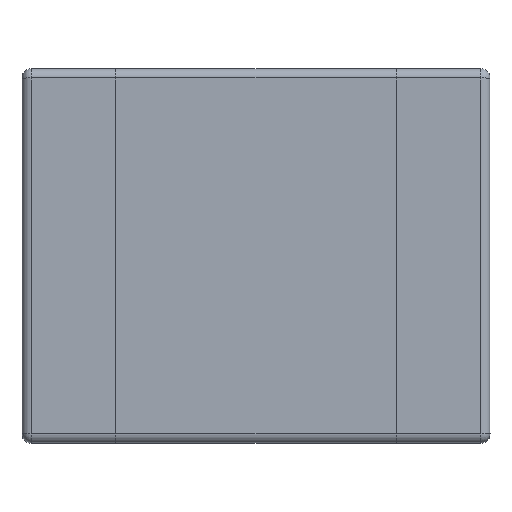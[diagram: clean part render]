
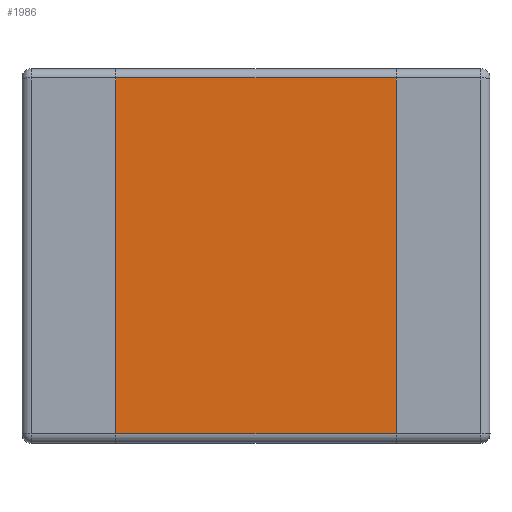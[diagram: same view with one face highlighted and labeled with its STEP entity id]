
A CAD part, top view. The second image highlights one B-rep face of the part: STEP entity #1986.
In plain terms, the highlighted planar face has unit normal (0, 0, 1).
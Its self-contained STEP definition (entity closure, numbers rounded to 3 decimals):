
#95 = DIRECTION ( 'NONE',  ( 0., -1., 0. ) ) ;
#275 = CARTESIAN_POINT ( 'NONE',  ( 0.75, -0.95, 0.999 ) ) ;
#312 = ORIENTED_EDGE ( 'NONE', *, *, #1610, .T. ) ;
#364 = PLANE ( 'NONE',  #1963 ) ;
#368 = EDGE_CURVE ( 'NONE', #2008, #1045, #1201, .T. ) ;
#449 = VERTEX_POINT ( 'NONE', #522 ) ;
#514 = DIRECTION ( 'NONE',  ( 0., 1., 0. ) ) ;
#522 = CARTESIAN_POINT ( 'NONE',  ( 0.75, 0.95, 0.999 ) ) ;
#539 = ORIENTED_EDGE ( 'NONE', *, *, #368, .T. ) ;
#658 = DIRECTION ( 'NONE',  ( 0., 0., 1. ) ) ;
#683 = ORIENTED_EDGE ( 'NONE', *, *, #1288, .T. ) ;
#720 = ORIENTED_EDGE ( 'NONE', *, *, #1237, .T. ) ;
#789 = FACE_OUTER_BOUND ( 'NONE', #1177, .T. ) ;
#847 = CARTESIAN_POINT ( 'NONE',  ( 0.75, 0.999, 0.999 ) ) ;
#882 = CARTESIAN_POINT ( 'NONE',  ( -0.75, 0.95, 0.999 ) ) ;
#1004 = CARTESIAN_POINT ( 'NONE',  ( 0.75, -0.95, 0.999 ) ) ;
#1045 = VERTEX_POINT ( 'NONE', #275 ) ;
#1107 = VECTOR ( 'NONE', #514, 1000. ) ;
#1177 = EDGE_LOOP ( 'NONE', ( #720, #539, #312, #683 ) ) ;
#1201 = LINE ( 'NONE', #1004, #1524 ) ;
#1207 = LINE ( 'NONE', #882, #1248 ) ;
#1237 = EDGE_CURVE ( 'NONE', #1266, #2008, #1852, .T. ) ;
#1248 = VECTOR ( 'NONE', #1844, 1000. ) ;
#1266 = VERTEX_POINT ( 'NONE', #1542 ) ;
#1288 = EDGE_CURVE ( 'NONE', #449, #1266, #1207, .T. ) ;
#1465 = CARTESIAN_POINT ( 'NONE',  ( 0., 0., 0.999 ) ) ;
#1524 = VECTOR ( 'NONE', #1838, 1000. ) ;
#1542 = CARTESIAN_POINT ( 'NONE',  ( -0.75, 0.95, 0.999 ) ) ;
#1610 = EDGE_CURVE ( 'NONE', #1045, #449, #1939, .T. ) ;
#1639 = DIRECTION ( 'NONE',  ( 1., 0., 0. ) ) ;
#1656 = VECTOR ( 'NONE', #95, 1000. ) ;
#1838 = DIRECTION ( 'NONE',  ( 1., 0., 0. ) ) ;
#1844 = DIRECTION ( 'NONE',  ( -1., 0., 0. ) ) ;
#1852 = LINE ( 'NONE', #1876, #1656 ) ;
#1876 = CARTESIAN_POINT ( 'NONE',  ( -0.75, 0.999, 0.999 ) ) ;
#1939 = LINE ( 'NONE', #847, #1107 ) ;
#1947 = CARTESIAN_POINT ( 'NONE',  ( -0.75, -0.95, 0.999 ) ) ;
#1963 = AXIS2_PLACEMENT_3D ( 'NONE', #1465, #658, #1639 ) ;
#1986 = ADVANCED_FACE ( 'NONE', ( #789 ), #364, .T. ) ;
#2008 = VERTEX_POINT ( 'NONE', #1947 ) ;
